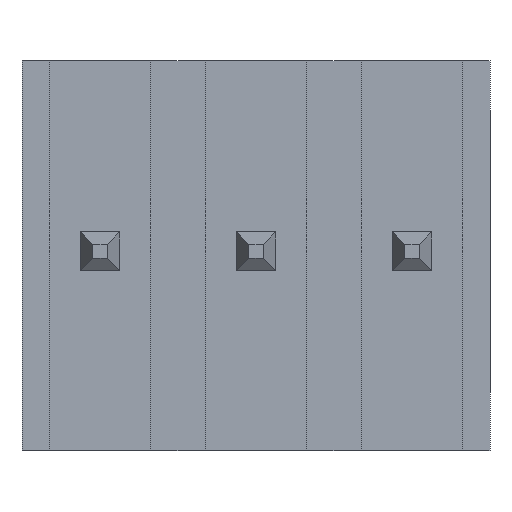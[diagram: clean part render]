
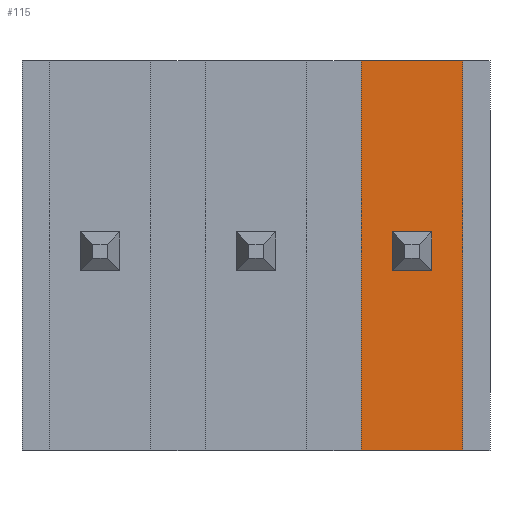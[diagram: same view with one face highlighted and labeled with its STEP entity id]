
A CAD part, front view. The second image highlights one B-rep face of the part: STEP entity #115.
In plain terms, the highlighted planar face has unit normal (0, -1, 0).
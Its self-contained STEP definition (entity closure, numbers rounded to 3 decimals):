
#115=ADVANCED_FACE('',(#274,#275),#276,.F.);
#274=FACE_OUTER_BOUND('',#466,.T.);
#275=FACE_BOUND('',#467,.T.);
#276=PLANE('',#468);
#466=EDGE_LOOP('',(#997,#998,#999,#1000));
#467=EDGE_LOOP('',(#1001,#1002,#1003,#1004));
#468=AXIS2_PLACEMENT_3D('',#1005,#1006,#1007);
#997=ORIENTED_EDGE('',*,*,#1401,.T.);
#998=ORIENTED_EDGE('',*,*,#1289,.F.);
#999=ORIENTED_EDGE('',*,*,#1281,.F.);
#1000=ORIENTED_EDGE('',*,*,#1254,.T.);
#1001=ORIENTED_EDGE('',*,*,#1402,.T.);
#1002=ORIENTED_EDGE('',*,*,#1389,.T.);
#1003=ORIENTED_EDGE('',*,*,#1400,.F.);
#1004=ORIENTED_EDGE('',*,*,#1372,.F.);
#1005=CARTESIAN_POINT('',(3.366,-0.953,3.099));
#1006=DIRECTION('',(-0.0,1.0,0.0));
#1007=DIRECTION('',(1.0,0.0,0.0));
#1254=EDGE_CURVE('',#1502,#1500,#1503,.T.);
#1281=EDGE_CURVE('',#1502,#1547,#1548,.T.);
#1289=EDGE_CURVE('',#1547,#1561,#1562,.T.);
#1372=EDGE_CURVE('',#1696,#1699,#1700,.T.);
#1389=EDGE_CURVE('',#1726,#1724,#1727,.T.);
#1400=EDGE_CURVE('',#1699,#1724,#1743,.T.);
#1401=EDGE_CURVE('',#1500,#1561,#1744,.T.);
#1402=EDGE_CURVE('',#1696,#1726,#1745,.T.);
#1500=VERTEX_POINT('',#1862);
#1502=VERTEX_POINT('',#1865);
#1503=LINE('',#1866,#1867);
#1547=VERTEX_POINT('',#1937);
#1548=LINE('',#1938,#1939);
#1561=VERTEX_POINT('',#1959);
#1562=LINE('',#1960,#1961);
#1696=VERTEX_POINT('',#2176);
#1699=VERTEX_POINT('',#2180);
#1700=LINE('',#2181,#2182);
#1724=VERTEX_POINT('',#2221);
#1726=VERTEX_POINT('',#2224);
#1727=LINE('',#2225,#2226);
#1743=LINE('',#2252,#2253);
#1744=LINE('',#2254,#2255);
#1745=LINE('',#2256,#2257);
#1862=CARTESIAN_POINT('',(1.715,-0.953,3.099));
#1865=CARTESIAN_POINT('',(3.366,-0.953,3.099));
#1866=CARTESIAN_POINT('',(3.366,-0.953,3.099));
#1867=VECTOR('',#2392,1.651);
#1937=CARTESIAN_POINT('',(3.366,-0.953,-3.251));
#1938=CARTESIAN_POINT('',(3.366,-0.953,3.099));
#1939=VECTOR('',#2419,6.35);
#1959=CARTESIAN_POINT('',(1.715,-0.953,-3.251));
#1960=CARTESIAN_POINT('',(3.366,-0.953,-3.251));
#1961=VECTOR('',#2427,1.651);
#2176=CARTESIAN_POINT('',(2.858,-0.953,-0.318));
#2180=CARTESIAN_POINT('',(2.858,-0.953,0.318));
#2181=CARTESIAN_POINT('',(2.858,-0.953,-0.318));
#2182=VECTOR('',#2510,0.635);
#2221=CARTESIAN_POINT('',(2.223,-0.953,0.318));
#2224=CARTESIAN_POINT('',(2.223,-0.953,-0.318));
#2225=CARTESIAN_POINT('',(2.223,-0.953,-0.318));
#2226=VECTOR('',#2527,0.635);
#2252=CARTESIAN_POINT('',(2.858,-0.953,0.318));
#2253=VECTOR('',#2538,0.635);
#2254=CARTESIAN_POINT('',(1.715,-0.953,3.099));
#2255=VECTOR('',#2539,6.35);
#2256=CARTESIAN_POINT('',(2.858,-0.953,-0.318));
#2257=VECTOR('',#2540,0.635);
#2392=DIRECTION('',(-1.0,0.0,0.0));
#2419=DIRECTION('',(0.0,0.0,-1.0));
#2427=DIRECTION('',(-1.0,0.0,0.0));
#2510=DIRECTION('',(0.0,0.0,1.0));
#2527=DIRECTION('',(0.0,0.0,1.0));
#2538=DIRECTION('',(-1.0,0.0,0.0));
#2539=DIRECTION('',(0.0,0.0,-1.0));
#2540=DIRECTION('',(-1.0,0.0,0.0));
